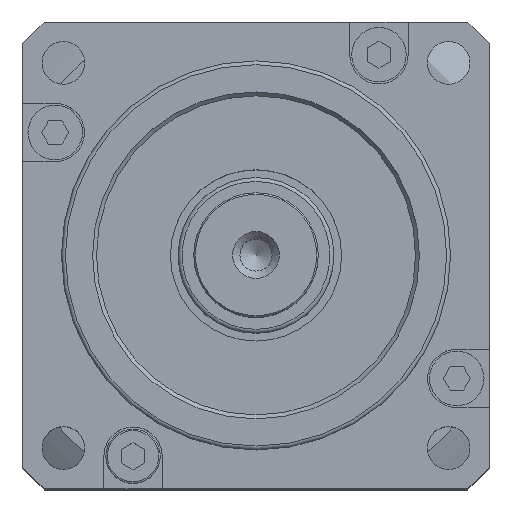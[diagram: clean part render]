
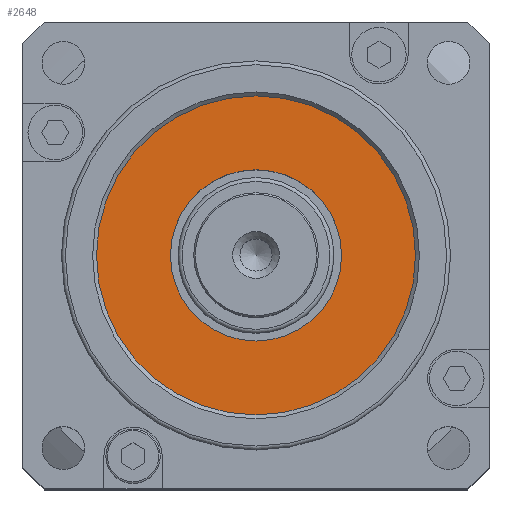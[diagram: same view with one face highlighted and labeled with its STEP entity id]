
A CAD part, top view. The second image highlights one B-rep face of the part: STEP entity #2648.
In plain terms, the highlighted planar face has unit normal (0, 0, 1).
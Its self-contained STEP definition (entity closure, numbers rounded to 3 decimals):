
#1264 = EDGE_CURVE( '', #3555, #3555, #3556, .T. );
#2648 = ADVANCED_FACE( '', ( #5520, #5521 ), #5522, .F. );
#2958 = EDGE_CURVE( '', #5910, #5910, #5911, .T. );
#3555 = VERTEX_POINT( '', #6832 );
#3556 = CIRCLE( '', #6833, 20.5 );
#5520 = FACE_OUTER_BOUND( '', #9972, .T. );
#5521 = FACE_BOUND( '', #9973, .T. );
#5522 = PLANE( '', #9974 );
#5910 = VERTEX_POINT( '', #10588 );
#5911 = CIRCLE( '', #10589, 11. );
#6832 = CARTESIAN_POINT( '', ( -20.5, 0., 83.7 ) );
#6833 = AXIS2_PLACEMENT_3D( '', #11232, #11233, #11234 );
#9972 = EDGE_LOOP( '', ( #13557 ) );
#9973 = EDGE_LOOP( '', ( #13558 ) );
#9974 = AXIS2_PLACEMENT_3D( '', #13559, #13560, #13561 );
#10588 = CARTESIAN_POINT( '', ( -11., 0., 83.7 ) );
#10589 = AXIS2_PLACEMENT_3D( '', #14062, #14063, #14064 );
#11232 = CARTESIAN_POINT( '', ( 0., 0., 83.7 ) );
#11233 = DIRECTION( '', ( 0., 0., -1. ) );
#11234 = DIRECTION( '', ( -1., 0., 0. ) );
#13557 = ORIENTED_EDGE( '', *, *, #1264, .F. );
#13558 = ORIENTED_EDGE( '', *, *, #2958, .T. );
#13559 = CARTESIAN_POINT( '', ( 0., 0., 83.7 ) );
#13560 = DIRECTION( '', ( 0., 0., -1. ) );
#13561 = DIRECTION( '', ( 0., -1., 0. ) );
#14062 = CARTESIAN_POINT( '', ( 0., 0., 83.7 ) );
#14063 = DIRECTION( '', ( 0., 0., -1. ) );
#14064 = DIRECTION( '', ( -1., 0., 0. ) );
